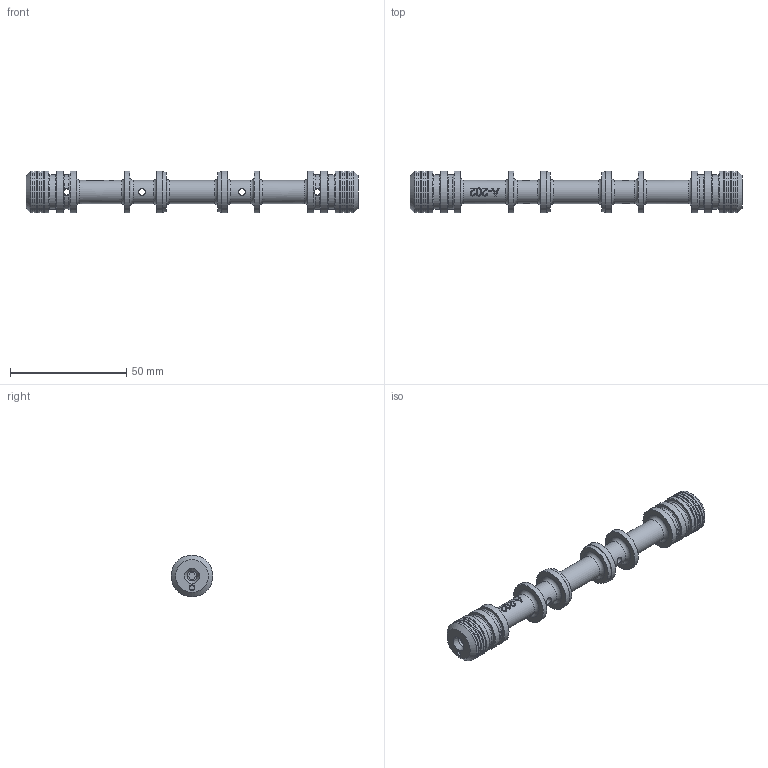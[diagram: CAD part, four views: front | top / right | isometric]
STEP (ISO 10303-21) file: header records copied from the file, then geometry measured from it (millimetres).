
FILE_DESCRIPTION(/* description */ ('Unknown'),/* implementation_level */ '2;1');
FILE_NAME(/* name */ 'AP-1620S202_STEP',/* time_stamp */ '2022-01-06T12:57:19+01:00',/* author */ ('Unknown'),/* organization */ ('Unknown'),/* preprocessor_version */ 'ST-DEVELOPER v16.7',/* originating_system */ 'DEX',/* authorisation */ $);
FILE_SCHEMA (('AUTOMOTIVE_DESIGN {1 0 10303 214 3 1 1}'));
Length unit declared in the file: millimetre
Products named in the file (4): 1435382_KOLBEN 16 A75_75_000208928; 1444566_SpoolA_75__000208927; WV-7305-005; WV-7302-504
Assembly tree (5 placements, depth 2):
  1435382_KOLBEN 16 A75_75_000208928
    1444566_SpoolA_75__000208927
    WV-7305-005  x2
    WV-7302-504  x2
Bounding box: 143 x 18 x 18 mm (x, y, z)
Volume: 18355 mm3; surface area: 10668 mm2
Topology: 5 solids, 5 shells, 201 faces, 454 edges, 293 vertices
Faces by surface type: plane 100, cylinder 61, torus 18, cone 14, bspline 8
Full cylindrical faces by diameter (mm): 2 x2, 2.013 x4, 2.5 x2, 2.7 x4, 3 x4, 4.134 x4, 5 x2, 10 x5, 15 x2, 17.5 x8, 18 x18
Entity records: 5321 total; most frequent: CARTESIAN_POINT 1635, DIRECTION 688, ORIENTED_EDGE 566, FACE_BOUND 323, EDGE_LOOP 321, AXIS2_PLACEMENT_3D 307, EDGE_CURVE 283, VERTEX_POINT 230
